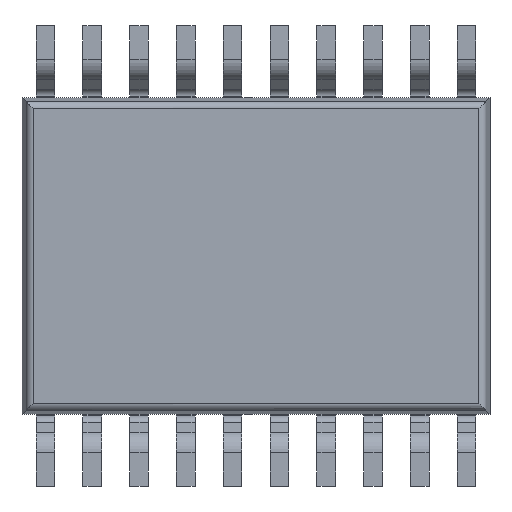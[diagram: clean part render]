
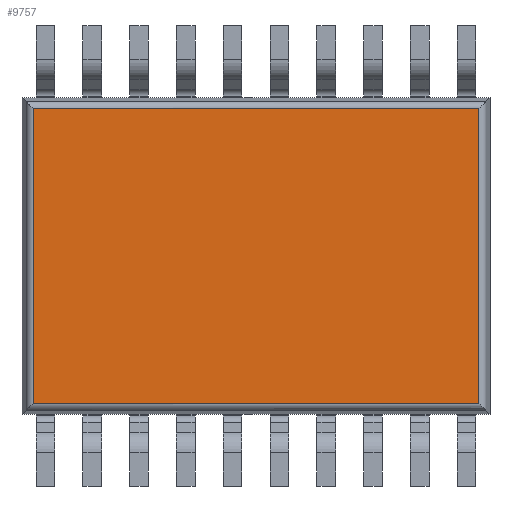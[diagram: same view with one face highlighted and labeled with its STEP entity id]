
A CAD part, front view. The second image highlights one B-rep face of the part: STEP entity #9757.
In plain terms, the highlighted planar face has unit normal (0, -1, 0).
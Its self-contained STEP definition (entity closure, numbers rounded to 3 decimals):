
#9718 = CARTESIAN_POINT ( 'NONE',  ( 3.096, 0.15, -2.046 ) ) ;
#9719 = VERTEX_POINT ( 'NONE', #9718 ) ;
#9720 = CARTESIAN_POINT ( 'NONE',  ( 3.096, 0.15, 2.046 ) ) ;
#9721 = VERTEX_POINT ( 'NONE', #9720 ) ;
#9722 = CARTESIAN_POINT ( 'NONE',  ( 3.096, 0.15, 0. ) ) ;
#9723 = DIRECTION ( 'NONE',  ( 0., 0., 1. ) ) ;
#9724 = VECTOR ( 'NONE', #9723, 1000. ) ;
#9725 = LINE ( 'NONE', #9722, #9724 ) ;
#9726 = EDGE_CURVE ( 'NONE', #9719, #9721, #9725, .T. ) ;
#9727 = ORIENTED_EDGE ( 'NONE', *, *, #9726, .T. ) ;
#9728 = CARTESIAN_POINT ( 'NONE',  ( -3.096, 0.15, 2.046 ) ) ;
#9729 = VERTEX_POINT ( 'NONE', #9728 ) ;
#9730 = CARTESIAN_POINT ( 'NONE',  ( 0., 0.15, 2.046 ) ) ;
#9731 = DIRECTION ( 'NONE',  ( -1., 0., 0. ) ) ;
#9732 = VECTOR ( 'NONE', #9731, 1000. ) ;
#9733 = LINE ( 'NONE', #9730, #9732 ) ;
#9734 = EDGE_CURVE ( 'NONE', #9721, #9729, #9733, .T. ) ;
#9735 = ORIENTED_EDGE ( 'NONE', *, *, #9734, .T. ) ;
#9736 = CARTESIAN_POINT ( 'NONE',  ( -3.096, 0.15, -2.046 ) ) ;
#9737 = VERTEX_POINT ( 'NONE', #9736 ) ;
#9738 = CARTESIAN_POINT ( 'NONE',  ( -3.096, 0.15, 0. ) ) ;
#9739 = DIRECTION ( 'NONE',  ( 0., 0., -1. ) ) ;
#9740 = VECTOR ( 'NONE', #9739, 1000. ) ;
#9741 = LINE ( 'NONE', #9738, #9740 ) ;
#9742 = EDGE_CURVE ( 'NONE', #9729, #9737, #9741, .T. ) ;
#9743 = ORIENTED_EDGE ( 'NONE', *, *, #9742, .T. ) ;
#9744 = CARTESIAN_POINT ( 'NONE',  ( 0., 0.15, -2.046 ) ) ;
#9745 = DIRECTION ( 'NONE',  ( 1., 0., 0. ) ) ;
#9746 = VECTOR ( 'NONE', #9745, 1000. ) ;
#9747 = LINE ( 'NONE', #9744, #9746 ) ;
#9748 = EDGE_CURVE ( 'NONE', #9737, #9719, #9747, .T. ) ;
#9749 = ORIENTED_EDGE ( 'NONE', *, *, #9748, .T. ) ;
#9750 = EDGE_LOOP ( 'NONE', ( #9727, #9735, #9743, #9749 ) ) ;
#9751 = FACE_OUTER_BOUND ( 'NONE', #9750, .T. ) ;
#9752 = CARTESIAN_POINT ( 'NONE',  ( 0., 0.15, 0. ) ) ;
#9753 = DIRECTION ( 'NONE',  ( 0., -1., 0. ) ) ;
#9754 = DIRECTION ( 'NONE',  ( 0., 0., -1. ) ) ;
#9755 = AXIS2_PLACEMENT_3D ( 'NONE', #9752, #9753, #9754 ) ;
#9756 = PLANE ( 'NONE', #9755 ) ;
#9757 = ADVANCED_FACE ( 'NONE', ( #9751 ), #9756, .T. ) ;
